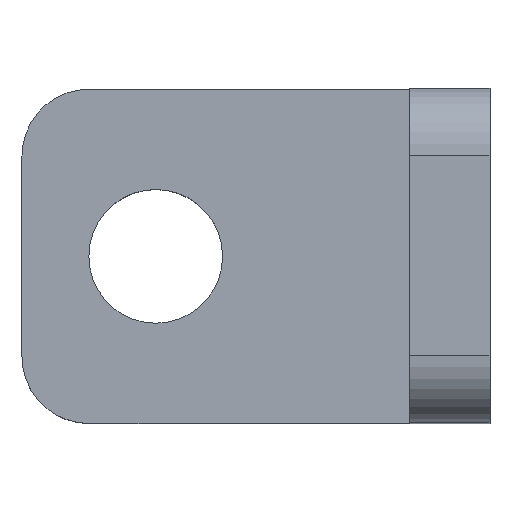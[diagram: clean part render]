
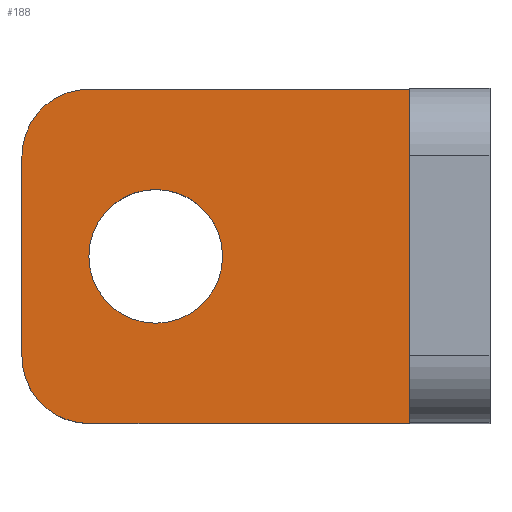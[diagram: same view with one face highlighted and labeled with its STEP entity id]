
A CAD part, top view. The second image highlights one B-rep face of the part: STEP entity #188.
In plain terms, the highlighted planar face has unit normal (0, 0, 1).
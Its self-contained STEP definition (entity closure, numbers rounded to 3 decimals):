
#7 = LINE ( 'NONE', #422, #362 ) ;
#16 = VECTOR ( 'NONE', #528, 1000. ) ;
#30 = LINE ( 'NONE', #71, #16 ) ;
#48 = DIRECTION ( 'NONE',  ( 0., 1., 0. ) ) ;
#52 = DIRECTION ( 'NONE',  ( 0., 0., 1. ) ) ;
#56 = EDGE_CURVE ( 'NONE', #177, #62, #541, .T. ) ;
#60 = DIRECTION ( 'NONE',  ( 0., 0., 1. ) ) ;
#61 = CARTESIAN_POINT ( 'NONE',  ( 0., 4., 1.2 ) ) ;
#62 = VERTEX_POINT ( 'NONE', #193 ) ;
#69 = FACE_OUTER_BOUND ( 'NONE', #170, .T. ) ;
#71 = CARTESIAN_POINT ( 'NONE',  ( 1., 0., 1.2 ) ) ;
#72 = ORIENTED_EDGE ( 'NONE', *, *, #135, .T. ) ;
#74 = VERTEX_POINT ( 'NONE', #61 ) ;
#95 = CARTESIAN_POINT ( 'NONE',  ( 1., 4., 1.2 ) ) ;
#98 = CARTESIAN_POINT ( 'NONE',  ( 1., 0., 1.2 ) ) ;
#100 = VECTOR ( 'NONE', #48, 1000. ) ;
#121 = EDGE_CURVE ( 'NONE', #62, #74, #562, .T. ) ;
#135 = EDGE_CURVE ( 'NONE', #580, #513, #573, .T. ) ;
#150 = CARTESIAN_POINT ( 'NONE',  ( 1., 5., 1.2 ) ) ;
#151 = ORIENTED_EDGE ( 'NONE', *, *, #349, .F. ) ;
#154 = EDGE_CURVE ( 'NONE', #513, #466, #30, .T. ) ;
#170 = EDGE_LOOP ( 'NONE', ( #505, #449, #519, #439, #550, #72 ) ) ;
#171 = DIRECTION ( 'NONE',  ( 0., 0., -1. ) ) ;
#177 = VERTEX_POINT ( 'NONE', #294 ) ;
#186 = EDGE_CURVE ( 'NONE', #74, #580, #7, .T. ) ;
#188 = ADVANCED_FACE ( 'NONE', ( #69, #448 ), #268, .F. ) ;
#191 = CARTESIAN_POINT ( 'NONE',  ( 2., 2.5, 1.2 ) ) ;
#193 = CARTESIAN_POINT ( 'NONE',  ( 1., 5., 1.2 ) ) ;
#222 = ORIENTED_EDGE ( 'NONE', *, *, #262, .F. ) ;
#235 = CIRCLE ( 'NONE', #423, 1. ) ;
#237 = VECTOR ( 'NONE', #561, 1000. ) ;
#244 = CARTESIAN_POINT ( 'NONE',  ( 1., 1., 1.2 ) ) ;
#251 = DIRECTION ( 'NONE',  ( 0., 0., 1. ) ) ;
#259 = DIRECTION ( 'NONE',  ( 1., 0., 0. ) ) ;
#262 = EDGE_CURVE ( 'NONE', #457, #493, #235, .T. ) ;
#266 = AXIS2_PLACEMENT_3D ( 'NONE', #95, #171, #585 ) ;
#268 = PLANE ( 'NONE',  #266 ) ;
#289 = DIRECTION ( 'NONE',  ( 0., 0., 1. ) ) ;
#294 = CARTESIAN_POINT ( 'NONE',  ( 5.8, 5., 1.2 ) ) ;
#314 = CARTESIAN_POINT ( 'NONE',  ( 5.8, 0., 1.2 ) ) ;
#341 = DIRECTION ( 'NONE',  ( 1., 0., 0. ) ) ;
#349 = EDGE_CURVE ( 'NONE', #493, #457, #526, .T. ) ;
#362 = VECTOR ( 'NONE', #469, 1000. ) ;
#370 = AXIS2_PLACEMENT_3D ( 'NONE', #399, #251, #259 ) ;
#376 = AXIS2_PLACEMENT_3D ( 'NONE', #518, #52, #553 ) ;
#399 = CARTESIAN_POINT ( 'NONE',  ( 2., 2.5, 1.2 ) ) ;
#422 = CARTESIAN_POINT ( 'NONE',  ( 0., 1., 1.2 ) ) ;
#423 = AXIS2_PLACEMENT_3D ( 'NONE', #191, #60, #341 ) ;
#429 = CARTESIAN_POINT ( 'NONE',  ( 3., 2.5, 1.2 ) ) ;
#438 = EDGE_LOOP ( 'NONE', ( #222, #151 ) ) ;
#439 = ORIENTED_EDGE ( 'NONE', *, *, #121, .T. ) ;
#448 = FACE_BOUND ( 'NONE', #438, .T. ) ;
#449 = ORIENTED_EDGE ( 'NONE', *, *, #479, .T. ) ;
#450 = CARTESIAN_POINT ( 'NONE',  ( 0., 1., 1.2 ) ) ;
#457 = VERTEX_POINT ( 'NONE', #497 ) ;
#466 = VERTEX_POINT ( 'NONE', #314 ) ;
#469 = DIRECTION ( 'NONE',  ( 0., -1., 0. ) ) ;
#479 = EDGE_CURVE ( 'NONE', #466, #177, #582, .T. ) ;
#493 = VERTEX_POINT ( 'NONE', #429 ) ;
#497 = CARTESIAN_POINT ( 'NONE',  ( 1., 2.5, 1.2 ) ) ;
#505 = ORIENTED_EDGE ( 'NONE', *, *, #154, .T. ) ;
#510 = AXIS2_PLACEMENT_3D ( 'NONE', #244, #289, #569 ) ;
#513 = VERTEX_POINT ( 'NONE', #98 ) ;
#518 = CARTESIAN_POINT ( 'NONE',  ( 1., 4., 1.2 ) ) ;
#519 = ORIENTED_EDGE ( 'NONE', *, *, #56, .T. ) ;
#526 = CIRCLE ( 'NONE', #370, 1. ) ;
#528 = DIRECTION ( 'NONE',  ( 1., 0., 0. ) ) ;
#541 = LINE ( 'NONE', #150, #237 ) ;
#550 = ORIENTED_EDGE ( 'NONE', *, *, #186, .T. ) ;
#553 = DIRECTION ( 'NONE',  ( -1., 0., 0. ) ) ;
#561 = DIRECTION ( 'NONE',  ( -1., 0., 0. ) ) ;
#562 = CIRCLE ( 'NONE', #376, 1. ) ;
#569 = DIRECTION ( 'NONE',  ( -1., 0., 0. ) ) ;
#573 = CIRCLE ( 'NONE', #510, 1. ) ;
#580 = VERTEX_POINT ( 'NONE', #450 ) ;
#582 = LINE ( 'NONE', #588, #100 ) ;
#585 = DIRECTION ( 'NONE',  ( -1., 0., 0. ) ) ;
#588 = CARTESIAN_POINT ( 'NONE',  ( 5.8, 0., 1.2 ) ) ;
